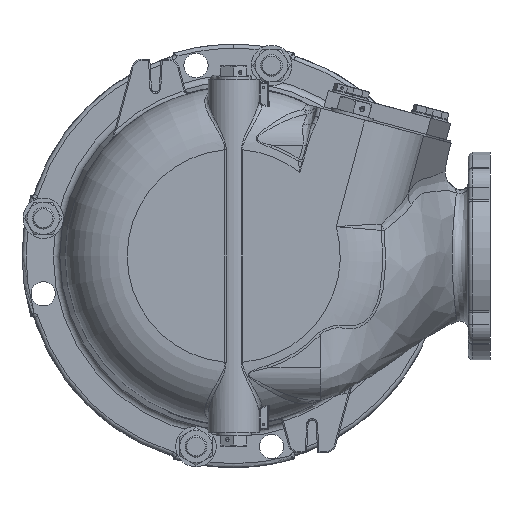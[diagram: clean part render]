
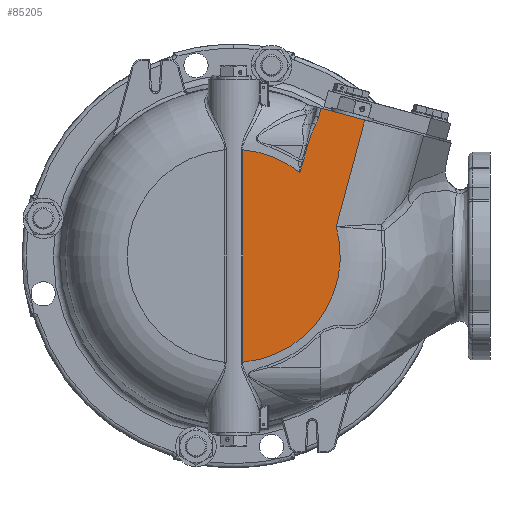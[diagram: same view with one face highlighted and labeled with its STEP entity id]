
A CAD part, front view. The second image highlights one B-rep face of the part: STEP entity #85205.
In plain terms, the highlighted planar face has unit normal (0, -1, 0).
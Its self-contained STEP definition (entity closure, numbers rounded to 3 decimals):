
#6584 = CIRCLE ( 'NONE', #103722, 79. ) ;
#7064 = CARTESIAN_POINT ( 'NONE',  ( 97.167, -270., 100.858 ) ) ;
#7191 = CARTESIAN_POINT ( 'NONE',  ( 6.557, -270., 78.727 ) ) ;
#9106 = CARTESIAN_POINT ( 'NONE',  ( 51.449, -270., 69.913 ) ) ;
#9115 = CARTESIAN_POINT ( 'NONE',  ( 62.906, -270., 102.854 ) ) ;
#9141 = CARTESIAN_POINT ( 'NONE',  ( 48.871, -270., 62.069 ) ) ;
#9150 = CARTESIAN_POINT ( 'NONE',  ( 51.79, -270., 71.048 ) ) ;
#9165 = CARTESIAN_POINT ( 'NONE',  ( 60.764, -270., 97.568 ) ) ;
#9170 = CARTESIAN_POINT ( 'NONE',  ( 54.497, -270., 81.151 ) ) ;
#9258 = CARTESIAN_POINT ( 'NONE',  ( 64.702, -270., 109.557 ) ) ;
#11174 = LINE ( 'NONE', #88692, #11182 ) ;
#11182 = VECTOR ( 'NONE', #88694, 1000. ) ;
#11401 = LINE ( 'NONE', #45680, #11424 ) ;
#11424 = VECTOR ( 'NONE', #45682, 1000. ) ;
#22361 = PLANE ( 'NONE',  #103987 ) ;
#22385 = CARTESIAN_POINT ( 'NONE',  ( 0., -270., 0. ) ) ;
#22388 = DIRECTION ( 'NONE',  ( 0., -1., 0. ) ) ;
#22391 = DIRECTION ( 'NONE',  ( 0., 0., -1. ) ) ;
#34111 = DIRECTION ( 'NONE',  ( 0., 0., 1. ) ) ;
#34116 = DIRECTION ( 'NONE',  ( 0., 1., 0. ) ) ;
#34173 = CARTESIAN_POINT ( 'NONE',  ( 0., -270., 0. ) ) ;
#38173 = AXIS2_PLACEMENT_3D ( 'NONE', #42298, #42300, #42302 ) ;
#42102 = CARTESIAN_POINT ( 'NONE',  ( 31.723, -270., 118.394 ) ) ;
#42103 = DIRECTION ( 'NONE',  ( -0.966, 0., 0.259 ) ) ;
#42218 = CARTESIAN_POINT ( 'NONE',  ( -133904.944, -270., -500001.827 ) ) ;
#42220 = DIRECTION ( 'NONE',  ( 0.259, 0., 0.966 ) ) ;
#42268 = CARTESIAN_POINT ( 'NONE',  ( 6.557, -270., -78.765 ) ) ;
#42269 = DIRECTION ( 'NONE',  ( 0., 0., -1. ) ) ;
#42298 = CARTESIAN_POINT ( 'NONE',  ( 0., -270., 0. ) ) ;
#42300 = DIRECTION ( 'NONE',  ( 0., 1., 0. ) ) ;
#42302 = DIRECTION ( 'NONE',  ( 0., 0., 1. ) ) ;
#44053 = CARTESIAN_POINT ( 'NONE',  ( 51.79, -270., 71.048 ) ) ;
#44056 = CARTESIAN_POINT ( 'NONE',  ( 51.687, -270., 70.666 ) ) ;
#44057 = CARTESIAN_POINT ( 'NONE',  ( 51.573, -270., 70.288 ) ) ;
#44058 = CARTESIAN_POINT ( 'NONE',  ( 51.449, -270., 69.913 ) ) ;
#44078 = CARTESIAN_POINT ( 'NONE',  ( 51.449, -270., 69.913 ) ) ;
#44082 = CARTESIAN_POINT ( 'NONE',  ( 51.018, -270., 68.616 ) ) ;
#44083 = CARTESIAN_POINT ( 'NONE',  ( 50.59, -270., 67.318 ) ) ;
#44084 = CARTESIAN_POINT ( 'NONE',  ( 50.164, -270., 66.02 ) ) ;
#44085 = CARTESIAN_POINT ( 'NONE',  ( 49.789, -270., 64.879 ) ) ;
#44086 = CARTESIAN_POINT ( 'NONE',  ( 49.416, -270., 63.738 ) ) ;
#44087 = CARTESIAN_POINT ( 'NONE',  ( 49.044, -270., 62.597 ) ) ;
#44088 = CARTESIAN_POINT ( 'NONE',  ( 48.992, -270., 62.439 ) ) ;
#44089 = CARTESIAN_POINT ( 'NONE',  ( 48.941, -270., 62.281 ) ) ;
#44090 = CARTESIAN_POINT ( 'NONE',  ( 48.889, -270., 62.124 ) ) ;
#44091 = CARTESIAN_POINT ( 'NONE',  ( 48.883, -270., 62.105 ) ) ;
#44092 = CARTESIAN_POINT ( 'NONE',  ( 48.877, -270., 62.087 ) ) ;
#44093 = CARTESIAN_POINT ( 'NONE',  ( 48.871, -270., 62.069 ) ) ;
#45680 = CARTESIAN_POINT ( 'NONE',  ( 32.978, -270., -8.836 ) ) ;
#45682 = DIRECTION ( 'NONE',  ( -0.259, 0., -0.966 ) ) ;
#60430 = B_SPLINE_CURVE_WITH_KNOTS ( 'NONE', 3,
 ( #88608, #88623, #88626, #88629 ),
 .UNSPECIFIED., .F., .F.,
 ( 4, 4 ),
 ( 0., 0.006 ),
 .UNSPECIFIED. ) ;
#60431 = B_SPLINE_CURVE_WITH_KNOTS ( 'NONE', 3,
 ( #88614, #88641, #88643, #88645, #88647, #88649, #88651, #88653, #88655, #88657, #88658, #88659 ),
 .UNSPECIFIED., .F., .F.,
 ( 4, 2, 2, 2, 2, 4 ),
 ( 0., 0.002, 0.004, 0.009, 0.013, 0.018 ),
 .UNSPECIFIED. ) ;
#60433 = B_SPLINE_CURVE_WITH_KNOTS ( 'NONE', 3,
 ( #44053, #44056, #44057, #44058 ),
 .UNSPECIFIED., .F., .F.,
 ( 4, 4 ),
 ( 0., 0.001 ),
 .UNSPECIFIED. ) ;
#60436 = B_SPLINE_CURVE_WITH_KNOTS ( 'NONE', 3,
 ( #44078, #44082, #44083, #44084, #44085, #44086, #44087, #44088, #44089, #44090, #44091, #44092, #44093 ),
 .UNSPECIFIED., .F., .F.,
 ( 4, 3, 3, 3, 4 ),
 ( 0., 0.004, 0.008, 0.008, 0.008 ),
 .UNSPECIFIED. ) ;
#64413 = EDGE_CURVE ( 'NONE', #94589, #94586, #6584, .T. ) ;
#66882 = ORIENTED_EDGE ( 'NONE', *, *, #73715, .F. ) ;
#66883 = ORIENTED_EDGE ( 'NONE', *, *, #73705, .T. ) ;
#66884 = ORIENTED_EDGE ( 'NONE', *, *, #64413, .F. ) ;
#66885 = ORIENTED_EDGE ( 'NONE', *, *, #73701, .T. ) ;
#66886 = ORIENTED_EDGE ( 'NONE', *, *, #73668, .T. ) ;
#66887 = ORIENTED_EDGE ( 'NONE', *, *, #81585, .T. ) ;
#66888 = ORIENTED_EDGE ( 'NONE', *, *, #81432, .T. ) ;
#66889 = ORIENTED_EDGE ( 'NONE', *, *, #81434, .T. ) ;
#66890 = ORIENTED_EDGE ( 'NONE', *, *, #81440, .T. ) ;
#66891 = ORIENTED_EDGE ( 'NONE', *, *, #81448, .T. ) ;
#66892 = ORIENTED_EDGE ( 'NONE', *, *, #81456, .T. ) ;
#72665 = CARTESIAN_POINT ( 'NONE',  ( 6.557, -270., -78.727 ) ) ;
#72667 = CARTESIAN_POINT ( 'NONE',  ( 75.959, -270., 21.709 ) ) ;
#73668 = EDGE_CURVE ( 'NONE', #96119, #100703, #90583, .T. ) ;
#73701 = EDGE_CURVE ( 'NONE', #94589, #96119, #90711, .T. ) ;
#73705 = EDGE_CURVE ( 'NONE', #96364, #94586, #90745, .T. ) ;
#73715 = EDGE_CURVE ( 'NONE', #96364, #97405, #90814, .T. ) ;
#81432 = EDGE_CURVE ( 'NONE', #97354, #97445, #60430, .T. ) ;
#81434 = EDGE_CURVE ( 'NONE', #97445, #97454, #60431, .T. ) ;
#81440 = EDGE_CURVE ( 'NONE', #97454, #97423, #11174, .T. ) ;
#81448 = EDGE_CURVE ( 'NONE', #97423, #97347, #60433, .T. ) ;
#81456 = EDGE_CURVE ( 'NONE', #97347, #97405, #60436, .T. ) ;
#81585 = EDGE_CURVE ( 'NONE', #100703, #97354, #11401, .T. ) ;
#85205 = ADVANCED_FACE ( 'NONE', ( #87630 ), #22361, .T. ) ;
#87630 = FACE_OUTER_BOUND ( 'NONE', #114927, .T. ) ;
#88608 = CARTESIAN_POINT ( 'NONE',  ( 62.906, -270., 102.854 ) ) ;
#88614 = CARTESIAN_POINT ( 'NONE',  ( 60.764, -270., 97.568 ) ) ;
#88623 = CARTESIAN_POINT ( 'NONE',  ( 62.41, -270., 101.004 ) ) ;
#88626 = CARTESIAN_POINT ( 'NONE',  ( 61.67, -270., 99.252 ) ) ;
#88629 = CARTESIAN_POINT ( 'NONE',  ( 60.764, -270., 97.568 ) ) ;
#88641 = CARTESIAN_POINT ( 'NONE',  ( 60.414, -270., 96.919 ) ) ;
#88643 = CARTESIAN_POINT ( 'NONE',  ( 60.093, -270., 96.259 ) ) ;
#88645 = CARTESIAN_POINT ( 'NONE',  ( 59.476, -270., 94.928 ) ) ;
#88647 = CARTESIAN_POINT ( 'NONE',  ( 59.181, -270., 94.257 ) ) ;
#88649 = CARTESIAN_POINT ( 'NONE',  ( 58.323, -270., 92.234 ) ) ;
#88651 = CARTESIAN_POINT ( 'NONE',  ( 57.784, -270., 90.872 ) ) ;
#88653 = CARTESIAN_POINT ( 'NONE',  ( 56.746, -270., 88.132 ) ) ;
#88655 = CARTESIAN_POINT ( 'NONE',  ( 56.248, -270., 86.755 ) ) ;
#88657 = CARTESIAN_POINT ( 'NONE',  ( 55.311, -270., 83.975 ) ) ;
#88658 = CARTESIAN_POINT ( 'NONE',  ( 54.877, -270., 82.57 ) ) ;
#88659 = CARTESIAN_POINT ( 'NONE',  ( 54.497, -270., 81.151 ) ) ;
#88692 = CARTESIAN_POINT ( 'NONE',  ( 51.79, -270., 71.048 ) ) ;
#88694 = DIRECTION ( 'NONE',  ( -0.259, 0., -0.966 ) ) ;
#90583 = LINE ( 'NONE', #42102, #90647 ) ;
#90647 = VECTOR ( 'NONE', #42103, 1000. ) ;
#90711 = LINE ( 'NONE', #42218, #90753 ) ;
#90745 = LINE ( 'NONE', #42268, #90761 ) ;
#90753 = VECTOR ( 'NONE', #42220, 1000. ) ;
#90761 = VECTOR ( 'NONE', #42269, 1000. ) ;
#90814 = CIRCLE ( 'NONE', #38173, 79. ) ;
#94586 = VERTEX_POINT ( 'NONE', #72665 ) ;
#94589 = VERTEX_POINT ( 'NONE', #72667 ) ;
#96119 = VERTEX_POINT ( 'NONE', #7064 ) ;
#96364 = VERTEX_POINT ( 'NONE', #7191 ) ;
#97347 = VERTEX_POINT ( 'NONE', #9106 ) ;
#97354 = VERTEX_POINT ( 'NONE', #9115 ) ;
#97405 = VERTEX_POINT ( 'NONE', #9141 ) ;
#97423 = VERTEX_POINT ( 'NONE', #9150 ) ;
#97445 = VERTEX_POINT ( 'NONE', #9165 ) ;
#97454 = VERTEX_POINT ( 'NONE', #9170 ) ;
#100703 = VERTEX_POINT ( 'NONE', #9258 ) ;
#103722 = AXIS2_PLACEMENT_3D ( 'NONE', #34173, #34116, #34111 ) ;
#103987 = AXIS2_PLACEMENT_3D ( 'NONE', #22385, #22388, #22391 ) ;
#114927 = EDGE_LOOP ( 'NONE', ( #66882, #66883, #66884, #66885, #66886, #66887, #66888, #66889, #66890, #66891, #66892 ) ) ;
